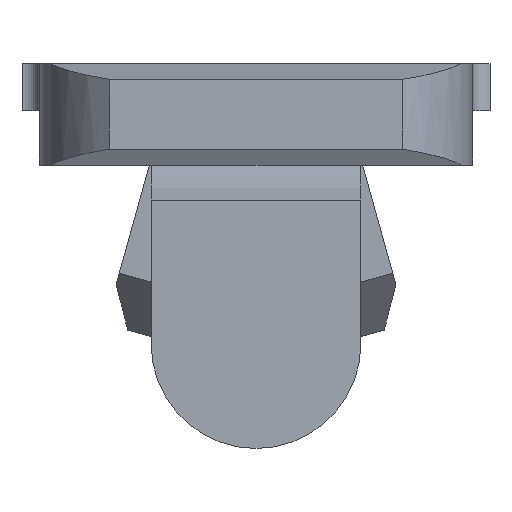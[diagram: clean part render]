
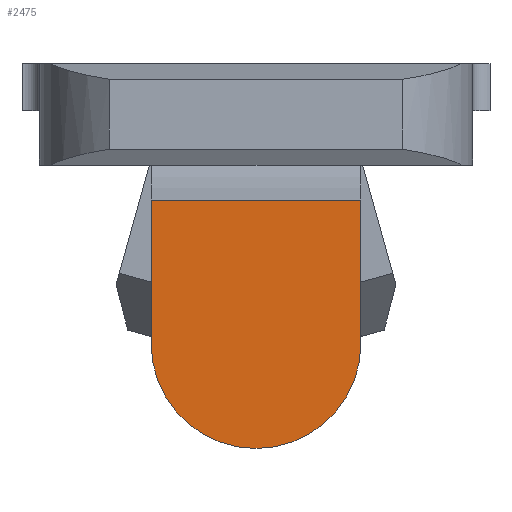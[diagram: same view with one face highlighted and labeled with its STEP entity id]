
A CAD part, left-side view. The second image highlights one B-rep face of the part: STEP entity #2475.
In plain terms, the highlighted planar face has unit normal (-1, 0, 0).
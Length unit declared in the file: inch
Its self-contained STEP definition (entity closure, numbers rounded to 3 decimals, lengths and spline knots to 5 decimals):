
#321 = CARTESIAN_POINT ( 'NONE',  ( 0.669, 0.06, -0.02 ) ) ;
#340 = DIRECTION ( 'NONE',  ( 0., -1., 0. ) ) ;
#397 = CIRCLE ( 'NONE', #3906, 0.06 ) ;
#510 = LINE ( 'NONE', #321, #3277 ) ;
#516 = CARTESIAN_POINT ( 'NONE',  ( 0.669, 0.06, -0.162 ) ) ;
#693 = EDGE_CURVE ( 'NONE', #1507, #4608, #510, .T. ) ;
#837 = CARTESIAN_POINT ( 'NONE',  ( 0.669, -0.06, -0.102 ) ) ;
#882 = DIRECTION ( 'NONE',  ( 0., 0., 1. ) ) ;
#1191 = CARTESIAN_POINT ( 'NONE',  ( 0.669, 0., -0.162 ) ) ;
#1204 = LINE ( 'NONE', #4559, #3993 ) ;
#1373 = EDGE_CURVE ( 'NONE', #2364, #2721, #397, .T. ) ;
#1467 = CARTESIAN_POINT ( 'NONE',  ( 0.669, 0.06, -0.02 ) ) ;
#1507 = VERTEX_POINT ( 'NONE', #1467 ) ;
#1594 = CARTESIAN_POINT ( 'NONE',  ( 0.669, 0., -0.102 ) ) ;
#1745 = EDGE_LOOP ( 'NONE', ( #1985, #1990, #1993, #2005, #2014 ) ) ;
#1884 = DIRECTION ( 'NONE',  ( 0., 0., -1. ) ) ;
#1899 = DIRECTION ( 'NONE',  ( 1., 0., 0. ) ) ;
#1967 = DIRECTION ( 'NONE',  ( 0., 0., -1. ) ) ;
#1985 = ORIENTED_EDGE ( 'NONE', *, *, #1373, .T. ) ;
#1990 = ORIENTED_EDGE ( 'NONE', *, *, #4467, .T. ) ;
#1993 = ORIENTED_EDGE ( 'NONE', *, *, #2744, .T. ) ;
#2005 = ORIENTED_EDGE ( 'NONE', *, *, #693, .F. ) ;
#2013 = AXIS2_PLACEMENT_3D ( 'NONE', #1594, #4008, #1967 ) ;
#2014 = ORIENTED_EDGE ( 'NONE', *, *, #3719, .F. ) ;
#2024 = VERTEX_POINT ( 'NONE', #837 ) ;
#2078 = CARTESIAN_POINT ( 'NONE',  ( 0.669, 0.06, -0.162 ) ) ;
#2281 = DIRECTION ( 'NONE',  ( 0., 0., -1. ) ) ;
#2292 = DIRECTION ( 'NONE',  ( -1., 0., 0. ) ) ;
#2299 = CARTESIAN_POINT ( 'NONE',  ( 0.669, 0., -0.102 ) ) ;
#2364 = VERTEX_POINT ( 'NONE', #3240 ) ;
#2422 = CARTESIAN_POINT ( 'NONE',  ( 0.669, -0.06, -0.02 ) ) ;
#2475 = ADVANCED_FACE ( 'NONE', ( #4231 ), #2488, .F. ) ;
#2488 = PLANE ( 'NONE',  #4533 ) ;
#2557 = VECTOR ( 'NONE', #882, 39.37008 ) ;
#2679 = LINE ( 'NONE', #516, #2557 ) ;
#2721 = VERTEX_POINT ( 'NONE', #1191 ) ;
#2730 = CIRCLE ( 'NONE', #2013, 0.06 ) ;
#2744 = EDGE_CURVE ( 'NONE', #2024, #4608, #1204, .T. ) ;
#3240 = CARTESIAN_POINT ( 'NONE',  ( 0.669, 0.06, -0.102 ) ) ;
#3277 = VECTOR ( 'NONE', #340, 39.37008 ) ;
#3719 = EDGE_CURVE ( 'NONE', #2364, #1507, #2679, .T. ) ;
#3906 = AXIS2_PLACEMENT_3D ( 'NONE', #2299, #2292, #2281 ) ;
#3993 = VECTOR ( 'NONE', #4579, 39.37008 ) ;
#4008 = DIRECTION ( 'NONE',  ( -1., 0., 0. ) ) ;
#4231 = FACE_OUTER_BOUND ( 'NONE', #1745, .T. ) ;
#4467 = EDGE_CURVE ( 'NONE', #2721, #2024, #2730, .T. ) ;
#4533 = AXIS2_PLACEMENT_3D ( 'NONE', #2078, #1899, #1884 ) ;
#4559 = CARTESIAN_POINT ( 'NONE',  ( 0.669, -0.06, -0.162 ) ) ;
#4579 = DIRECTION ( 'NONE',  ( 0., 0., 1. ) ) ;
#4608 = VERTEX_POINT ( 'NONE', #2422 ) ;
